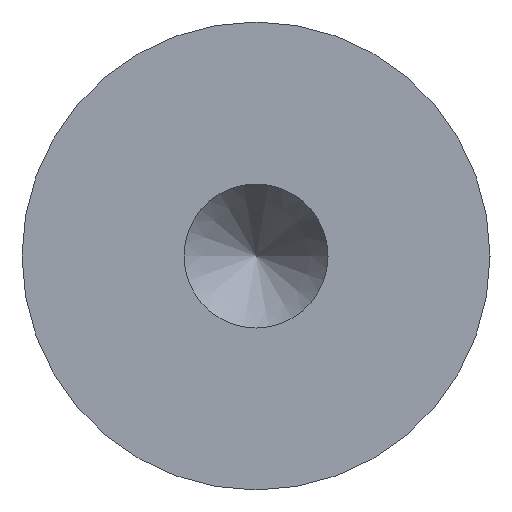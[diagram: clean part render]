
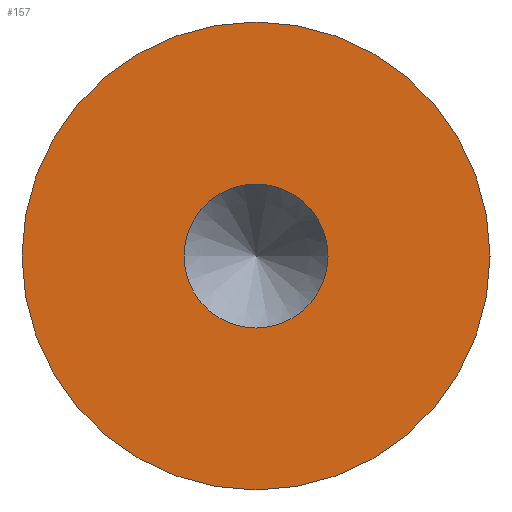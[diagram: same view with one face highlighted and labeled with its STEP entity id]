
A CAD part, left-side view. The second image highlights one B-rep face of the part: STEP entity #157.
In plain terms, the highlighted planar face has unit normal (-1, 0, 0).
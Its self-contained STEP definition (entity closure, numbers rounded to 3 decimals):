
#15=FACE_BOUND('',#45,.T.);
#19=PLANE('',#198);
#32=FACE_OUTER_BOUND('',#44,.T.);
#44=EDGE_LOOP('',(#128));
#45=EDGE_LOOP('',(#129));
#75=CIRCLE('',#199,6.5);
#76=CIRCLE('',#200,2.);
#87=VERTEX_POINT('',#290);
#88=VERTEX_POINT('',#292);
#103=EDGE_CURVE('',#87,#87,#75,.T.);
#104=EDGE_CURVE('',#88,#88,#76,.T.);
#128=ORIENTED_EDGE('',*,*,#103,.F.);
#129=ORIENTED_EDGE('',*,*,#104,.T.);
#157=ADVANCED_FACE('',(#32,#15),#19,.T.);
#198=AXIS2_PLACEMENT_3D('',#289,#236,#237);
#199=AXIS2_PLACEMENT_3D('',#291,#238,#239);
#200=AXIS2_PLACEMENT_3D('',#293,#240,#241);
#236=DIRECTION('center_axis',(-1.,0.,0.));
#237=DIRECTION('ref_axis',(0.,0.,1.));
#238=DIRECTION('center_axis',(1.,0.,0.));
#239=DIRECTION('ref_axis',(0.,0.,-1.));
#240=DIRECTION('center_axis',(1.,0.,0.));
#241=DIRECTION('ref_axis',(0.,0.,-1.));
#289=CARTESIAN_POINT('Origin',(-18.,6.5,0.));
#290=CARTESIAN_POINT('',(-18.,-6.5,0.));
#291=CARTESIAN_POINT('Origin',(-18.,0.,0.));
#292=CARTESIAN_POINT('',(-18.,-2.,0.));
#293=CARTESIAN_POINT('Origin',(-18.,0.,0.));
